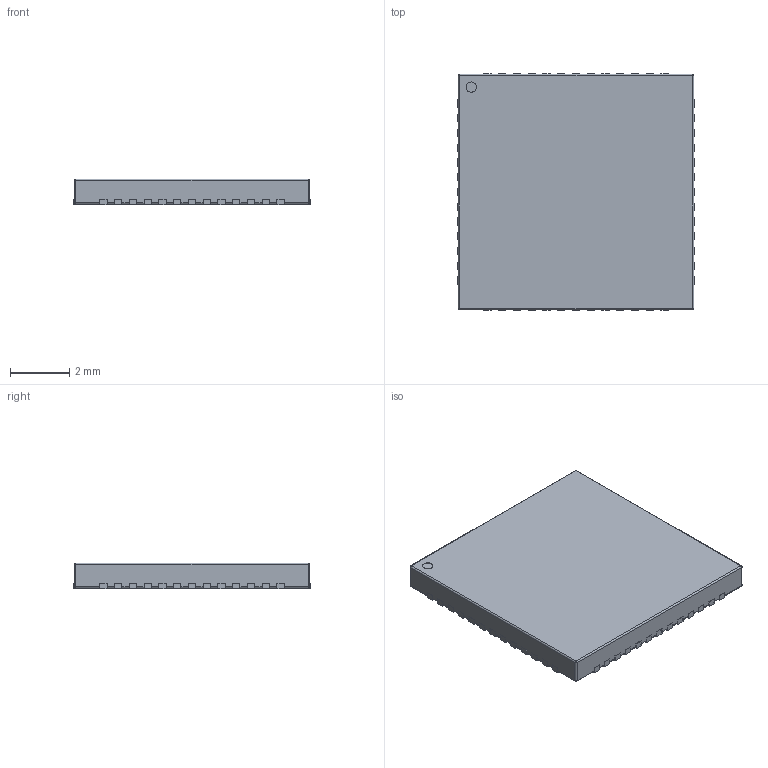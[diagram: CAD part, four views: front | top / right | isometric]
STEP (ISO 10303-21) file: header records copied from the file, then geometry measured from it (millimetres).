
FILE_DESCRIPTION(('FreeCAD Model'),'2;1');
FILE_NAME('QFN52_8x8_p0_5mm_SmallPad.step', '2016-06-07T12:27:29',('Author'),(''), 'Open CASCADE STEP processor 6.8','FreeCAD','Unknown');
FILE_SCHEMA(('AUTOMOTIVE_DESIGN_CC2 { 1 2 10303 214 -1 1 5 4 }'));
Length unit declared in the file: millimetre
Products named in the file (2): ASSEMBLY; QFN52_8x8_p0_5mm_SmallPad
Assembly tree (1 placements, depth 2):
  ASSEMBLY
    QFN52_8x8_p0_5mm_SmallPad
Bounding box: 8 x 8 x 0.88 mm (x, y, z)
Volume: 55 mm3; surface area: 156.6 mm2
Topology: 1 solids, 1 shells, 398 faces, 1166 edges, 764 vertices
Faces by surface type: plane 273, cylinder 117, sphere 8
Full cylindrical faces by diameter (mm): 0.35 x1
Entity records: 31107 total; most frequent: CARTESIAN_POINT 5871, DIRECTION 4055, LINE 2733, VECTOR 2733, ORIENTED_EDGE 2316, PCURVE 2316, DEFINITIONAL_REPRESENTATION 2316, EDGE_CURVE 1158
